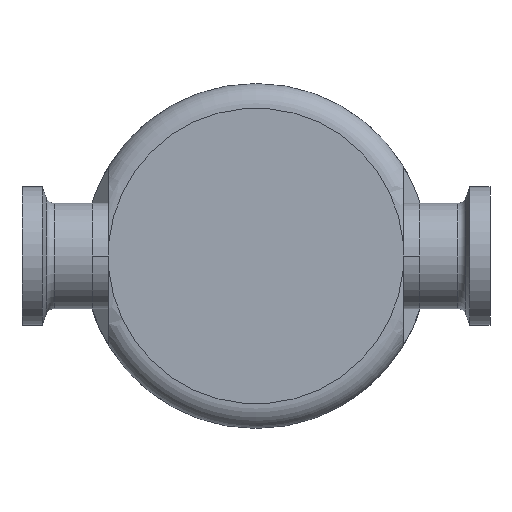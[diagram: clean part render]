
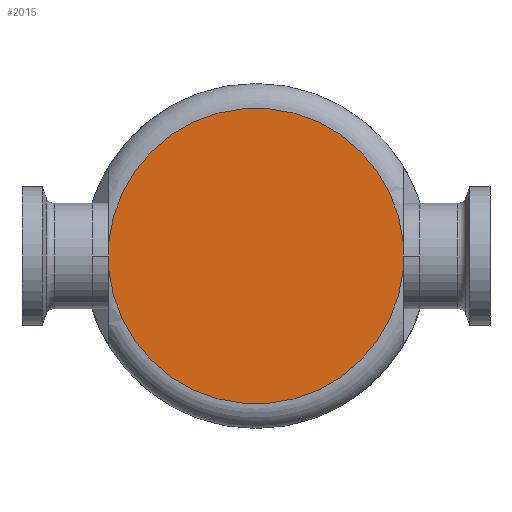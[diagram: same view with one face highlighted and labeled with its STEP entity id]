
A CAD part, front view. The second image highlights one B-rep face of the part: STEP entity #2015.
In plain terms, the highlighted planar face has unit normal (0, -1, 0).
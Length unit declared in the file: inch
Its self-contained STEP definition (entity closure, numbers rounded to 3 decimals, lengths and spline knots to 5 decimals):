
#9 = DIRECTION ( 'NONE',  ( 0., 1., 0. ) ) ;
#86 = EDGE_LOOP ( 'NONE', ( #2353, #2612, #981, #2558 ) ) ;
#96 = VERTEX_POINT ( 'NONE', #2037 ) ;
#269 = CARTESIAN_POINT ( 'NONE',  ( 0., 0.33, 0. ) ) ;
#272 = DIRECTION ( 'NONE',  ( 0., 0., 1. ) ) ;
#299 = VECTOR ( 'NONE', #272, 39.37008 ) ;
#521 = DIRECTION ( 'NONE',  ( 1., 0., 0. ) ) ;
#742 = VECTOR ( 'NONE', #2360, 39.37008 ) ;
#753 = CARTESIAN_POINT ( 'NONE',  ( 1.045, 0.33, -0.10235 ) ) ;
#802 = CARTESIAN_POINT ( 'NONE',  ( 0., 0.33, 0. ) ) ;
#865 = CARTESIAN_POINT ( 'NONE',  ( -1.045, 0.33, -0.75 ) ) ;
#981 = ORIENTED_EDGE ( 'NONE', *, *, #2584, .F. ) ;
#1082 = DIRECTION ( 'NONE',  ( -1., 0., 0. ) ) ;
#1086 = DIRECTION ( 'NONE',  ( 0., -1., 0. ) ) ;
#1129 = AXIS2_PLACEMENT_3D ( 'NONE', #802, #2849, #1082 ) ;
#1179 = EDGE_CURVE ( 'NONE', #1989, #96, #1841, .T. ) ;
#1248 = CARTESIAN_POINT ( 'NONE',  ( 1.045, 0.33, 0.10235 ) ) ;
#1290 = DIRECTION ( 'NONE',  ( -1., 0., 0. ) ) ;
#1460 = VERTEX_POINT ( 'NONE', #1248 ) ;
#1482 = LINE ( 'NONE', #2325, #299 ) ;
#1565 = FACE_OUTER_BOUND ( 'NONE', #86, .T. ) ;
#1594 = EDGE_CURVE ( 'NONE', #1989, #1460, #1482, .T. ) ;
#1645 = EDGE_CURVE ( 'NONE', #3002, #96, #2227, .T. ) ;
#1741 = CARTESIAN_POINT ( 'NONE',  ( -1.045, 0.33, 0.10235 ) ) ;
#1841 = CIRCLE ( 'NONE', #2127, 1.05 ) ;
#1989 = VERTEX_POINT ( 'NONE', #753 ) ;
#2015 = ADVANCED_FACE ( 'NONE', ( #1565 ), #2032, .T. ) ;
#2032 = PLANE ( 'NONE',  #2692 ) ;
#2037 = CARTESIAN_POINT ( 'NONE',  ( -1.045, 0.33, -0.10235 ) ) ;
#2127 = AXIS2_PLACEMENT_3D ( 'NONE', #2314, #9, #1290 ) ;
#2227 = LINE ( 'NONE', #865, #742 ) ;
#2313 = CIRCLE ( 'NONE', #1129, 1.05 ) ;
#2314 = CARTESIAN_POINT ( 'NONE',  ( 0., 0.33, 0. ) ) ;
#2325 = CARTESIAN_POINT ( 'NONE',  ( 1.045, 0.33, 0. ) ) ;
#2353 = ORIENTED_EDGE ( 'NONE', *, *, #1179, .F. ) ;
#2360 = DIRECTION ( 'NONE',  ( 0., 0., -1. ) ) ;
#2558 = ORIENTED_EDGE ( 'NONE', *, *, #1645, .T. ) ;
#2584 = EDGE_CURVE ( 'NONE', #3002, #1460, #2313, .T. ) ;
#2612 = ORIENTED_EDGE ( 'NONE', *, *, #1594, .T. ) ;
#2692 = AXIS2_PLACEMENT_3D ( 'NONE', #269, #1086, #521 ) ;
#2849 = DIRECTION ( 'NONE',  ( 0., 1., 0. ) ) ;
#3002 = VERTEX_POINT ( 'NONE', #1741 ) ;
